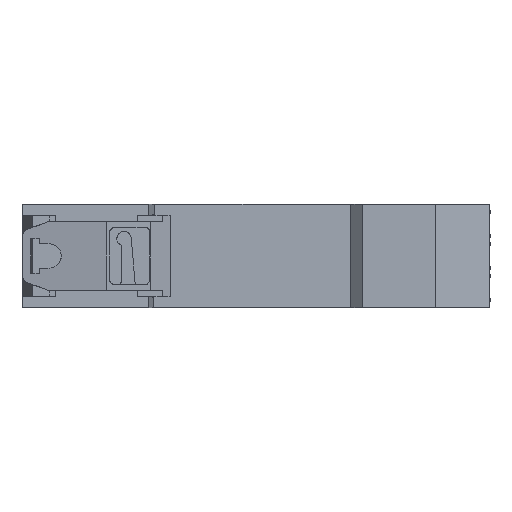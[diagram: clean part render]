
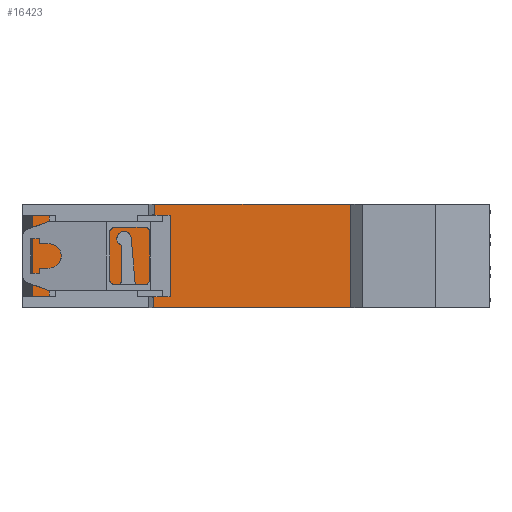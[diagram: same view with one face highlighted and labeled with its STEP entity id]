
A CAD part, front view. The second image highlights one B-rep face of the part: STEP entity #16423.
In plain terms, the highlighted planar face has unit normal (0, 1, 0).
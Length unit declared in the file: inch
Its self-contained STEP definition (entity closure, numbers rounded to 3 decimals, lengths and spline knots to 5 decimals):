
#136 = EDGE_CURVE ( 'NONE', #24579, #24578, #16018, .T. ) ;
#137 = EDGE_CURVE ( 'NONE', #24580, #24579, #16019, .T. ) ;
#138 = EDGE_CURVE ( 'NONE', #24578, #24577, #16020, .T. ) ;
#139 = EDGE_CURVE ( 'NONE', #24577, #24576, #16021, .T. ) ;
#140 = EDGE_CURVE ( 'NONE', #24576, #24575, #16022, .T. ) ;
#141 = EDGE_CURVE ( 'NONE', #24575, #24574, #16023, .T. ) ;
#142 = EDGE_CURVE ( 'NONE', #24574, #24573, #16024, .T. ) ;
#143 = EDGE_CURVE ( 'NONE', #24573, #24572, #16025, .T. ) ;
#144 = EDGE_CURVE ( 'NONE', #24572, #24571, #16026, .T. ) ;
#145 = EDGE_CURVE ( 'NONE', #24571, #24580, #16027, .T. ) ;
#1342 = ORIENTED_EDGE ( 'NONE', *, *, #137, .T. ) ;
#1343 = ORIENTED_EDGE ( 'NONE', *, *, #138, .T. ) ;
#1344 = ORIENTED_EDGE ( 'NONE', *, *, #136, .T. ) ;
#1345 = ORIENTED_EDGE ( 'NONE', *, *, #139, .T. ) ;
#1346 = ORIENTED_EDGE ( 'NONE', *, *, #140, .T. ) ;
#1347 = ORIENTED_EDGE ( 'NONE', *, *, #141, .T. ) ;
#1348 = ORIENTED_EDGE ( 'NONE', *, *, #142, .T. ) ;
#1349 = ORIENTED_EDGE ( 'NONE', *, *, #143, .T. ) ;
#1350 = ORIENTED_EDGE ( 'NONE', *, *, #144, .T. ) ;
#1351 = ORIENTED_EDGE ( 'NONE', *, *, #145, .T. ) ;
#3581 = FACE_OUTER_BOUND ( 'NONE', #15607, .T. ) ;
#4670 = PLANE ( 'NONE',  #16466 ) ;
#4671 = CARTESIAN_POINT ( 'NONE',  ( 1.55411, -2.3625, 0. ) ) ;
#4672 = DIRECTION ( 'NONE',  ( 0., 1., 0. ) ) ;
#4673 = DIRECTION ( 'NONE',  ( -1., 0., 0. ) ) ;
#12371 = CARTESIAN_POINT ( 'NONE',  ( 1.55411, -2.3625, 0. ) ) ;
#12372 = CARTESIAN_POINT ( 'NONE',  ( 1.55411, -2.3625, 0.705 ) ) ;
#12373 = CARTESIAN_POINT ( 'NONE',  ( 0.15594, -2.3625, 0.705 ) ) ;
#12374 = CARTESIAN_POINT ( 'NONE',  ( 0.15594, -2.3625, 0.628 ) ) ;
#12375 = CARTESIAN_POINT ( 'NONE',  ( -0.63671, -2.3625, 0.628 ) ) ;
#12376 = CARTESIAN_POINT ( 'NONE',  ( -0.63671, -2.3625, 0.077 ) ) ;
#12377 = CARTESIAN_POINT ( 'NONE',  ( 0.15594, -2.3625, 0.077 ) ) ;
#12378 = CARTESIAN_POINT ( 'NONE',  ( 0.15594, -2.3625, 0.07 ) ) ;
#12379 = CARTESIAN_POINT ( 'NONE',  ( 0.18764, -2.3625, 0.07 ) ) ;
#12380 = CARTESIAN_POINT ( 'NONE',  ( 0.18764, -2.3625, 0. ) ) ;
#13058 = VECTOR ( 'NONE', #21063, 39.37008 ) ;
#13099 = VECTOR ( 'NONE', #21055, 39.37008 ) ;
#13100 = VECTOR ( 'NONE', #21049, 39.37008 ) ;
#13101 = VECTOR ( 'NONE', #21053, 39.37008 ) ;
#13113 = VECTOR ( 'NONE', #21051, 39.37008 ) ;
#13127 = VECTOR ( 'NONE', #21059, 39.37008 ) ;
#13132 = VECTOR ( 'NONE', #21061, 39.37008 ) ;
#13139 = VECTOR ( 'NONE', #21057, 39.37008 ) ;
#13141 = VECTOR ( 'NONE', #21067, 39.37008 ) ;
#13173 = VECTOR ( 'NONE', #21065, 39.37008 ) ;
#15607 = EDGE_LOOP ( 'NONE', ( #1342, #1344, #1343, #1345, #1346, #1347, #1348, #1349, #1350, #1351 ) ) ;
#16018 = LINE ( 'NONE', #21068, #13141 ) ;
#16019 = LINE ( 'NONE', #21066, #13173 ) ;
#16020 = LINE ( 'NONE', #21064, #13058 ) ;
#16021 = LINE ( 'NONE', #21062, #13132 ) ;
#16022 = LINE ( 'NONE', #21060, #13127 ) ;
#16023 = LINE ( 'NONE', #21058, #13139 ) ;
#16024 = LINE ( 'NONE', #21056, #13099 ) ;
#16025 = LINE ( 'NONE', #21054, #13101 ) ;
#16026 = LINE ( 'NONE', #21052, #13113 ) ;
#16027 = LINE ( 'NONE', #21050, #13100 ) ;
#16423 = ADVANCED_FACE ( 'NONE', ( #3581 ), #4670, .T. ) ;
#16466 = AXIS2_PLACEMENT_3D ( 'NONE', #4671, #4672, #4673 ) ;
#21049 = DIRECTION ( 'NONE',  ( -1., 0., 0. ) ) ;
#21050 = CARTESIAN_POINT ( 'NONE',  ( 0.4587, -2.3625, 0. ) ) ;
#21051 = DIRECTION ( 'NONE',  ( 0., 0., -1. ) ) ;
#21052 = CARTESIAN_POINT ( 'NONE',  ( 1.55411, -2.3625, 0.3525 ) ) ;
#21053 = DIRECTION ( 'NONE',  ( 1., 0., 0. ) ) ;
#21054 = CARTESIAN_POINT ( 'NONE',  ( 0.4587, -2.3625, 0.705 ) ) ;
#21055 = DIRECTION ( 'NONE',  ( 0., 0., 1. ) ) ;
#21056 = CARTESIAN_POINT ( 'NONE',  ( 0.15594, -2.3625, 0.3525 ) ) ;
#21057 = DIRECTION ( 'NONE',  ( 1., 0., 0. ) ) ;
#21058 = CARTESIAN_POINT ( 'NONE',  ( 0.4587, -2.3625, 0.628 ) ) ;
#21059 = DIRECTION ( 'NONE',  ( 0., 0., 1. ) ) ;
#21060 = CARTESIAN_POINT ( 'NONE',  ( -0.63671, -2.3625, 0.3525 ) ) ;
#21061 = DIRECTION ( 'NONE',  ( -1., 0., 0. ) ) ;
#21062 = CARTESIAN_POINT ( 'NONE',  ( 0.4587, -2.3625, 0.077 ) ) ;
#21063 = DIRECTION ( 'NONE',  ( 0., 0., 1. ) ) ;
#21064 = CARTESIAN_POINT ( 'NONE',  ( 0.15594, -2.3625, 0.3525 ) ) ;
#21065 = DIRECTION ( 'NONE',  ( 0., 0., 1. ) ) ;
#21066 = CARTESIAN_POINT ( 'NONE',  ( 0.18764, -2.3625, 0.3525 ) ) ;
#21067 = DIRECTION ( 'NONE',  ( -1., 0., 0. ) ) ;
#21068 = CARTESIAN_POINT ( 'NONE',  ( 0.4587, -2.3625, 0.07 ) ) ;
#24571 = VERTEX_POINT ( 'NONE', #12371 ) ;
#24572 = VERTEX_POINT ( 'NONE', #12372 ) ;
#24573 = VERTEX_POINT ( 'NONE', #12373 ) ;
#24574 = VERTEX_POINT ( 'NONE', #12374 ) ;
#24575 = VERTEX_POINT ( 'NONE', #12375 ) ;
#24576 = VERTEX_POINT ( 'NONE', #12376 ) ;
#24577 = VERTEX_POINT ( 'NONE', #12377 ) ;
#24578 = VERTEX_POINT ( 'NONE', #12378 ) ;
#24579 = VERTEX_POINT ( 'NONE', #12379 ) ;
#24580 = VERTEX_POINT ( 'NONE', #12380 ) ;
